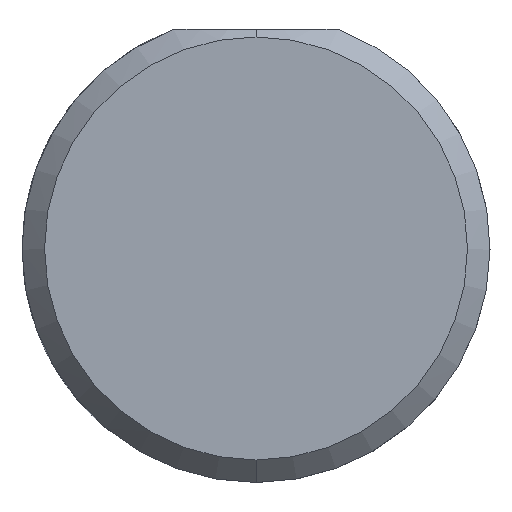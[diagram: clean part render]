
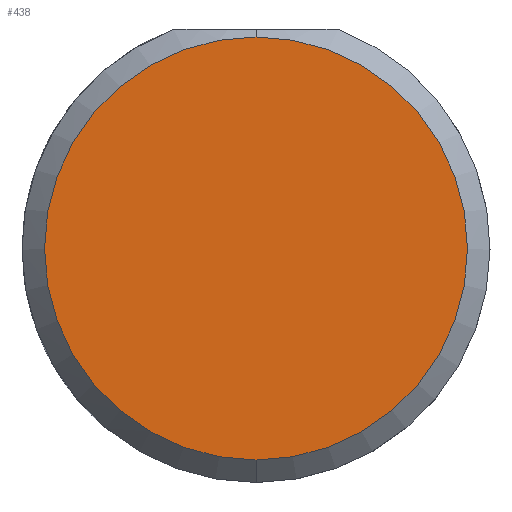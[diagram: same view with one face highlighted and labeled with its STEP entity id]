
A CAD part, left-side view. The second image highlights one B-rep face of the part: STEP entity #438.
In plain terms, the highlighted planar face has unit normal (-1, 0, 0).
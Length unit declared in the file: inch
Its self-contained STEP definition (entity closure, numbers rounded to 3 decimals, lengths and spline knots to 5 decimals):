
#12 = DIRECTION ( 'NONE',  ( 0., 0., 1. ) ) ;
#21 = ORIENTED_EDGE ( 'NONE', *, *, #92, .T. ) ;
#57 = VERTEX_POINT ( 'NONE', #602 ) ;
#59 = AXIS2_PLACEMENT_3D ( 'NONE', #147, #584, #680 ) ;
#81 = AXIS2_PLACEMENT_3D ( 'NONE', #698, #563, #12 ) ;
#92 = EDGE_CURVE ( 'NONE', #644, #57, #335, .T. ) ;
#110 = CARTESIAN_POINT ( 'NONE',  ( 0., 0., 0. ) ) ;
#147 = CARTESIAN_POINT ( 'NONE',  ( 0., 0., 0. ) ) ;
#322 = AXIS2_PLACEMENT_3D ( 'NONE', #110, #532, #547 ) ;
#333 = EDGE_CURVE ( 'NONE', #57, #644, #553, .T. ) ;
#335 = CIRCLE ( 'NONE', #81, 0.1411 ) ;
#340 = ORIENTED_EDGE ( 'NONE', *, *, #333, .T. ) ;
#361 = EDGE_LOOP ( 'NONE', ( #340, #21 ) ) ;
#438 = ADVANCED_FACE ( 'NONE', ( #481 ), #502, .F. ) ;
#481 = FACE_OUTER_BOUND ( 'NONE', #361, .T. ) ;
#502 = PLANE ( 'NONE',  #322 ) ;
#532 = DIRECTION ( 'NONE',  ( 1., 0., 0. ) ) ;
#547 = DIRECTION ( 'NONE',  ( 0., 0., -1. ) ) ;
#553 = CIRCLE ( 'NONE', #59, 0.1411 ) ;
#563 = DIRECTION ( 'NONE',  ( -1., 0., 0. ) ) ;
#570 = CARTESIAN_POINT ( 'NONE',  ( 0., 0., 0.1411 ) ) ;
#584 = DIRECTION ( 'NONE',  ( -1., 0., 0. ) ) ;
#602 = CARTESIAN_POINT ( 'NONE',  ( 0., 0., -0.1411 ) ) ;
#644 = VERTEX_POINT ( 'NONE', #570 ) ;
#680 = DIRECTION ( 'NONE',  ( 0., 0., 1. ) ) ;
#698 = CARTESIAN_POINT ( 'NONE',  ( 0., 0., 0. ) ) ;
